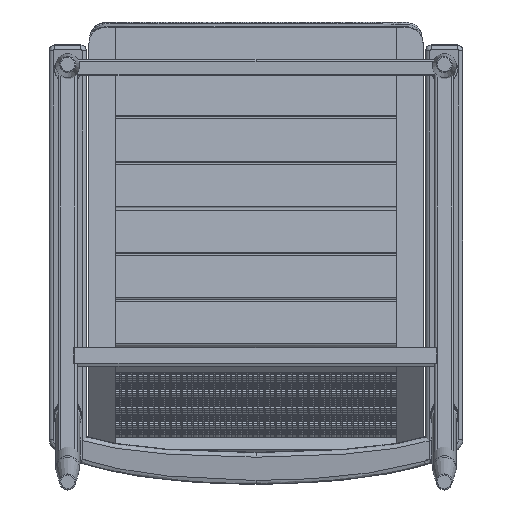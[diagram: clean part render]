
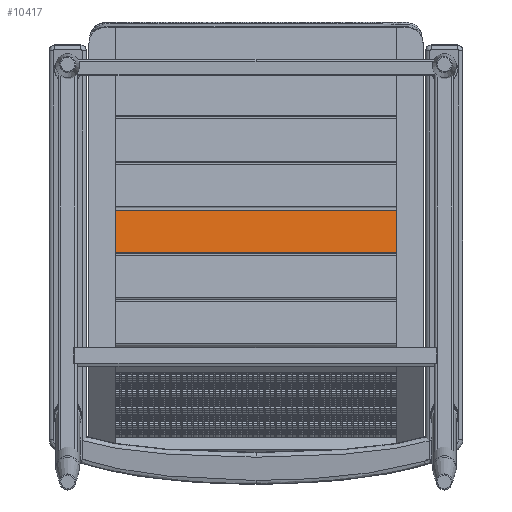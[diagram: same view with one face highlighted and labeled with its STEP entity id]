
A CAD part, front view. The second image highlights one B-rep face of the part: STEP entity #10417.
In plain terms, the highlighted planar face has unit normal (0, -0.995, 0.105).
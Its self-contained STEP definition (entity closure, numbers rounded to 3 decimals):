
#940=LINE('',#18087,#1407);
#943=LINE('',#18093,#1410);
#946=LINE('',#18099,#1413);
#949=LINE('',#18103,#1416);
#1407=VECTOR('',#13585,10.);
#1410=VECTOR('',#13590,10.);
#1413=VECTOR('',#13595,10.);
#1416=VECTOR('',#13600,10.);
#1787=PLANE('',#11510);
#2173=FACE_OUTER_BOUND('',#3012,.T.);
#3012=EDGE_LOOP('',(#7739,#7740,#7741,#7742));
#4920=VERTEX_POINT('',#18084);
#4921=VERTEX_POINT('',#18086);
#4923=VERTEX_POINT('',#18092);
#4925=VERTEX_POINT('',#18098);
#5943=EDGE_CURVE('',#4921,#4920,#940,.T.);
#5946=EDGE_CURVE('',#4923,#4921,#943,.T.);
#5949=EDGE_CURVE('',#4925,#4923,#946,.T.);
#5952=EDGE_CURVE('',#4920,#4925,#949,.T.);
#7739=ORIENTED_EDGE('',*,*,#5952,.T.);
#7740=ORIENTED_EDGE('',*,*,#5949,.T.);
#7741=ORIENTED_EDGE('',*,*,#5946,.T.);
#7742=ORIENTED_EDGE('',*,*,#5943,.T.);
#10417=ADVANCED_FACE('',(#2173),#1787,.T.);
#11510=AXIS2_PLACEMENT_3D('',#18105,#13603,#13604);
#13585=DIRECTION('',(1.,0.,0.));
#13590=DIRECTION('',(0.,-0.105,-0.994));
#13595=DIRECTION('',(-1.,0.,0.));
#13600=DIRECTION('',(0.,0.105,0.994));
#13603=DIRECTION('center_axis',(0.,-0.994,0.105));
#13604=DIRECTION('ref_axis',(0.,-0.105,-0.994));
#18084=CARTESIAN_POINT('',(265.,267.299,-331.829));
#18086=CARTESIAN_POINT('',(-265.,267.299,-331.829));
#18087=CARTESIAN_POINT('',(-265.,267.299,-331.829));
#18092=CARTESIAN_POINT('',(-265.,275.681,-252.269));
#18093=CARTESIAN_POINT('',(-265.,311.935,91.827));
#18098=CARTESIAN_POINT('',(265.,275.681,-252.269));
#18099=CARTESIAN_POINT('',(247.572,275.681,-252.269));
#18103=CARTESIAN_POINT('',(265.,311.935,91.827));
#18105=CARTESIAN_POINT('Origin',(0.,271.49,-292.049));
